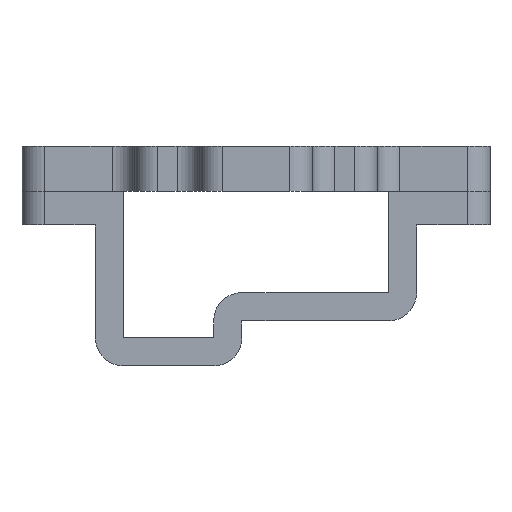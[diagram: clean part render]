
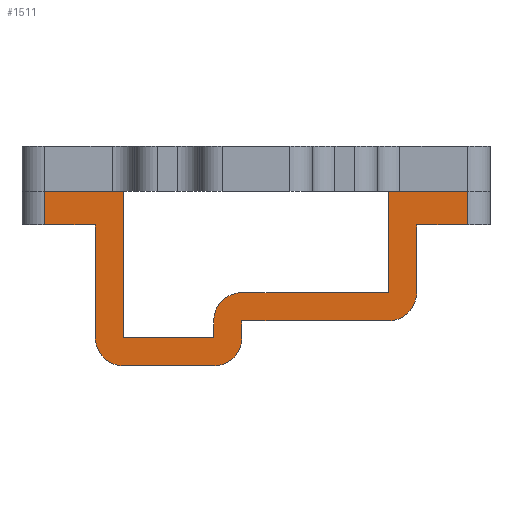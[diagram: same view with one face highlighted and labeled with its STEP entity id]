
A CAD part, front view. The second image highlights one B-rep face of the part: STEP entity #1511.
In plain terms, the highlighted planar face has unit normal (0, -1, 0).
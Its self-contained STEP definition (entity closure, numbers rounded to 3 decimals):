
#113=FACE_OUTER_BOUND('',#196,.T.);
#196=EDGE_LOOP('',(#1276,#1277,#1278,#1279,#1280,#1281,#1282,#1283,#1284,
#1285,#1286,#1287,#1288,#1289,#1290,#1291,#1292,#1293,#1294,#1295));
#326=LINE('',#2456,#480);
#327=LINE('',#2463,#481);
#328=LINE('',#2466,#482);
#329=LINE('',#2468,#483);
#330=LINE('',#2472,#484);
#331=LINE('',#2474,#485);
#332=LINE('',#2476,#486);
#333=LINE('',#2478,#487);
#334=LINE('',#2480,#488);
#335=LINE('',#2482,#489);
#336=LINE('',#2484,#490);
#337=LINE('',#2488,#491);
#338=LINE('',#2492,#492);
#339=LINE('',#2494,#493);
#340=LINE('',#2498,#494);
#341=LINE('',#2499,#495);
#480=VECTOR('',#2007,10.);
#481=VECTOR('',#2016,10.);
#482=VECTOR('',#2019,10.);
#483=VECTOR('',#2020,10.);
#484=VECTOR('',#2023,10.);
#485=VECTOR('',#2024,10.);
#486=VECTOR('',#2025,10.);
#487=VECTOR('',#2026,10.);
#488=VECTOR('',#2027,10.);
#489=VECTOR('',#2028,10.);
#490=VECTOR('',#2029,10.);
#491=VECTOR('',#2032,10.);
#492=VECTOR('',#2035,10.);
#493=VECTOR('',#2036,10.);
#494=VECTOR('',#2039,10.);
#495=VECTOR('',#2040,10.);
#584=CIRCLE('',#1658,2.5);
#585=CIRCLE('',#1659,2.5);
#586=CIRCLE('',#1660,2.5);
#587=CIRCLE('',#1661,2.5);
#702=VERTEX_POINT('',#2453);
#703=VERTEX_POINT('',#2455);
#705=VERTEX_POINT('',#2461);
#706=VERTEX_POINT('',#2465);
#707=VERTEX_POINT('',#2467);
#708=VERTEX_POINT('',#2469);
#709=VERTEX_POINT('',#2471);
#710=VERTEX_POINT('',#2473);
#711=VERTEX_POINT('',#2475);
#712=VERTEX_POINT('',#2477);
#713=VERTEX_POINT('',#2479);
#714=VERTEX_POINT('',#2481);
#715=VERTEX_POINT('',#2483);
#716=VERTEX_POINT('',#2485);
#717=VERTEX_POINT('',#2487);
#718=VERTEX_POINT('',#2489);
#719=VERTEX_POINT('',#2491);
#720=VERTEX_POINT('',#2493);
#721=VERTEX_POINT('',#2495);
#722=VERTEX_POINT('',#2497);
#900=EDGE_CURVE('',#703,#702,#326,.T.);
#904=EDGE_CURVE('',#703,#705,#327,.T.);
#905=EDGE_CURVE('',#702,#706,#328,.T.);
#906=EDGE_CURVE('',#706,#707,#329,.T.);
#907=EDGE_CURVE('',#707,#708,#584,.T.);
#908=EDGE_CURVE('',#708,#709,#330,.T.);
#909=EDGE_CURVE('',#710,#709,#331,.T.);
#910=EDGE_CURVE('',#711,#710,#332,.T.);
#911=EDGE_CURVE('',#711,#712,#333,.T.);
#912=EDGE_CURVE('',#713,#712,#334,.T.);
#913=EDGE_CURVE('',#714,#713,#335,.T.);
#914=EDGE_CURVE('',#714,#715,#336,.T.);
#915=EDGE_CURVE('',#715,#716,#585,.T.);
#916=EDGE_CURVE('',#716,#717,#337,.T.);
#917=EDGE_CURVE('',#717,#718,#586,.T.);
#918=EDGE_CURVE('',#719,#718,#338,.T.);
#919=EDGE_CURVE('',#720,#719,#339,.T.);
#920=EDGE_CURVE('',#721,#720,#587,.T.);
#921=EDGE_CURVE('',#722,#721,#340,.T.);
#922=EDGE_CURVE('',#705,#722,#341,.T.);
#1276=ORIENTED_EDGE('',*,*,#904,.F.);
#1277=ORIENTED_EDGE('',*,*,#900,.T.);
#1278=ORIENTED_EDGE('',*,*,#905,.T.);
#1279=ORIENTED_EDGE('',*,*,#906,.T.);
#1280=ORIENTED_EDGE('',*,*,#907,.T.);
#1281=ORIENTED_EDGE('',*,*,#908,.T.);
#1282=ORIENTED_EDGE('',*,*,#909,.F.);
#1283=ORIENTED_EDGE('',*,*,#910,.F.);
#1284=ORIENTED_EDGE('',*,*,#911,.T.);
#1285=ORIENTED_EDGE('',*,*,#912,.F.);
#1286=ORIENTED_EDGE('',*,*,#913,.F.);
#1287=ORIENTED_EDGE('',*,*,#914,.T.);
#1288=ORIENTED_EDGE('',*,*,#915,.T.);
#1289=ORIENTED_EDGE('',*,*,#916,.T.);
#1290=ORIENTED_EDGE('',*,*,#917,.T.);
#1291=ORIENTED_EDGE('',*,*,#918,.F.);
#1292=ORIENTED_EDGE('',*,*,#919,.F.);
#1293=ORIENTED_EDGE('',*,*,#920,.F.);
#1294=ORIENTED_EDGE('',*,*,#921,.F.);
#1295=ORIENTED_EDGE('',*,*,#922,.F.);
#1441=PLANE('',#1657);
#1511=ADVANCED_FACE('',(#113),#1441,.T.);
#1657=AXIS2_PLACEMENT_3D('',#2464,#2017,#2018);
#1658=AXIS2_PLACEMENT_3D('',#2470,#2021,#2022);
#1659=AXIS2_PLACEMENT_3D('',#2486,#2030,#2031);
#1660=AXIS2_PLACEMENT_3D('',#2490,#2033,#2034);
#1661=AXIS2_PLACEMENT_3D('',#2496,#2037,#2038);
#2007=DIRECTION('',(-1.,0.,0.));
#2016=DIRECTION('',(0.,0.,-1.));
#2017=DIRECTION('center_axis',(0.,-1.,0.));
#2018=DIRECTION('ref_axis',(0.,0.,1.));
#2019=DIRECTION('',(0.,0.,-1.));
#2020=DIRECTION('',(-1.,0.,0.));
#2021=DIRECTION('center_axis',(0.,-1.,0.));
#2022=DIRECTION('ref_axis',(0.,0.,1.));
#2023=DIRECTION('',(0.,0.,-1.));
#2024=DIRECTION('',(1.,0.,0.));
#2025=DIRECTION('',(0.,0.,-1.));
#2026=DIRECTION('',(-1.,0.,0.));
#2027=DIRECTION('',(0.,0.,1.));
#2028=DIRECTION('',(-1.,0.,0.));
#2029=DIRECTION('',(0.,0.,-1.));
#2030=DIRECTION('center_axis',(0.,-1.,0.));
#2031=DIRECTION('ref_axis',(-1.,0.,0.));
#2032=DIRECTION('',(1.,0.,0.));
#2033=DIRECTION('center_axis',(0.,-1.,0.));
#2034=DIRECTION('ref_axis',(0.,0.,-1.));
#2035=DIRECTION('',(0.,0.,-1.));
#2036=DIRECTION('',(-1.,0.,0.));
#2037=DIRECTION('center_axis',(0.,1.,0.));
#2038=DIRECTION('ref_axis',(1.,0.,0.));
#2039=DIRECTION('',(0.,0.,-1.));
#2040=DIRECTION('',(-1.,0.,0.));
#2453=CARTESIAN_POINT('',(22.5,18.75,0.));
#2455=CARTESIAN_POINT('',(29.5,18.75,0.));
#2456=CARTESIAN_POINT('',(5.375,18.75,0.));
#2461=CARTESIAN_POINT('',(29.5,18.75,-3.));
#2463=CARTESIAN_POINT('',(29.5,18.75,0.5));
#2464=CARTESIAN_POINT('Origin',(0.,18.75,0.));
#2465=CARTESIAN_POINT('',(22.5,18.75,-9.));
#2466=CARTESIAN_POINT('',(22.5,18.75,0.));
#2467=CARTESIAN_POINT('',(9.5,18.75,-9.));
#2468=CARTESIAN_POINT('',(22.5,18.75,-9.));
#2469=CARTESIAN_POINT('',(7.,18.75,-11.5));
#2470=CARTESIAN_POINT('Origin',(9.5,18.75,-11.5));
#2471=CARTESIAN_POINT('',(7.,18.75,-13.));
#2472=CARTESIAN_POINT('',(7.,18.75,-11.5));
#2473=CARTESIAN_POINT('',(-1.,18.75,-13.));
#2474=CARTESIAN_POINT('',(-1.,18.75,-13.));
#2475=CARTESIAN_POINT('',(-1.,18.75,0.));
#2476=CARTESIAN_POINT('',(-1.,18.75,0.));
#2477=CARTESIAN_POINT('',(-8.,18.75,0.));
#2478=CARTESIAN_POINT('',(5.375,18.75,0.));
#2479=CARTESIAN_POINT('',(-8.,18.75,-3.));
#2480=CARTESIAN_POINT('',(-8.,18.75,0.5));
#2481=CARTESIAN_POINT('',(-3.5,18.75,-3.));
#2482=CARTESIAN_POINT('',(-1.,18.75,-3.));
#2483=CARTESIAN_POINT('',(-3.5,18.75,-13.));
#2484=CARTESIAN_POINT('',(-3.5,18.75,-3.));
#2485=CARTESIAN_POINT('',(-1.,18.75,-15.5));
#2486=CARTESIAN_POINT('Origin',(-1.,18.75,-13.));
#2487=CARTESIAN_POINT('',(7.,18.75,-15.5));
#2488=CARTESIAN_POINT('',(-1.,18.75,-15.5));
#2489=CARTESIAN_POINT('',(9.5,18.75,-13.));
#2490=CARTESIAN_POINT('Origin',(7.,18.75,-13.));
#2491=CARTESIAN_POINT('',(9.5,18.75,-11.5));
#2492=CARTESIAN_POINT('',(9.5,18.75,-11.5));
#2493=CARTESIAN_POINT('',(22.5,18.75,-11.5));
#2494=CARTESIAN_POINT('',(22.5,18.75,-11.5));
#2495=CARTESIAN_POINT('',(25.,18.75,-9.));
#2496=CARTESIAN_POINT('Origin',(22.5,18.75,-9.));
#2497=CARTESIAN_POINT('',(25.,18.75,-3.));
#2498=CARTESIAN_POINT('',(25.,18.75,-3.));
#2499=CARTESIAN_POINT('',(22.5,18.75,-3.));
